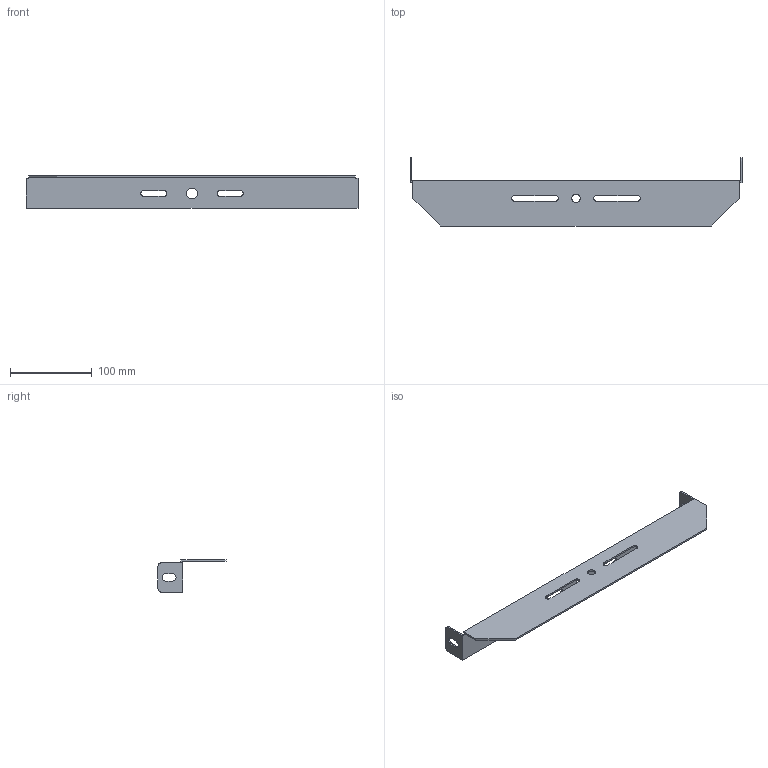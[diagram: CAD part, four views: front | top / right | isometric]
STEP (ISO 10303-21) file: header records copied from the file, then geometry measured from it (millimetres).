
FILE_DESCRIPTION((''),'2;1');
FILE_NAME('6358892','2013-09-17T',('AndreasKeweloh'),(''),'PRO/ENGINEER BY PARAMETRIC TECHNOLOGY CORPORATION, 2012360','PRO/ENGINEER BY PARAMETRIC TECHNOLOGY CORPORATION, 2012360','');
FILE_SCHEMA(('CONFIG_CONTROL_DESIGN'));
Length unit declared in the file: millimetre
Products named in the file (1): 6358892
Bounding box: 405 x 83 x 40 mm (x, y, z)
Volume: 72899.2 mm3; surface area: 76115.9 mm2
Topology: 1 solids, 1 shells, 50 faces, 144 edges, 96 vertices
Faces by surface type: plane 30, cylinder 20
Entity records: 1718 total; most frequent: CARTESIAN_POINT 290, ORIENTED_EDGE 288, DIRECTION 284, EDGE_CURVE 144, VECTOR 104, LINE 104, VERTEX_POINT 96, AXIS2_PLACEMENT_3D 90
